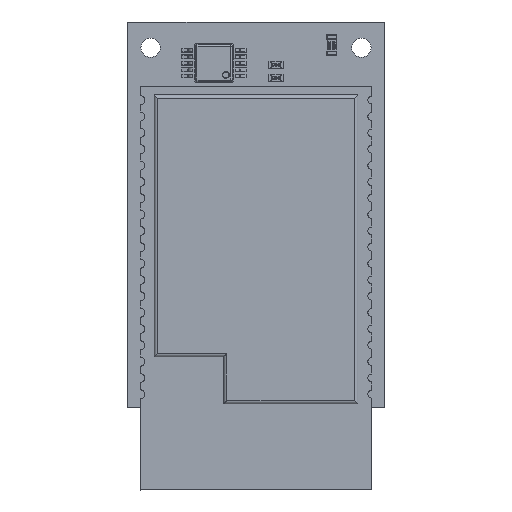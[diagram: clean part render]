
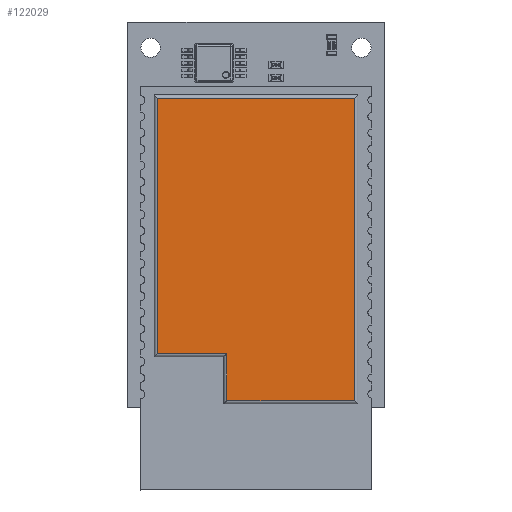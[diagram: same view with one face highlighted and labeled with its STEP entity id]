
A CAD part, top view. The second image highlights one B-rep face of the part: STEP entity #122029.
In plain terms, the highlighted planar face has unit normal (0, 0, 1).
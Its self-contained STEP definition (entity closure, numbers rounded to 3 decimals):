
#122029 = ADVANCED_FACE('',(#122030),#122080,.T.);
#122030 = FACE_BOUND('',#122031,.F.);
#122031 = EDGE_LOOP('',(#122032,#122042,#122050,#122058,#122066,#122074)
  );
#122032 = ORIENTED_EDGE('',*,*,#122033,.F.);
#122033 = EDGE_CURVE('',#122034,#122036,#122038,.T.);
#122034 = VERTEX_POINT('',#122035);
#122035 = CARTESIAN_POINT('',(7.725,0.57,3.3
    ));
#122036 = VERTEX_POINT('',#122037);
#122037 = CARTESIAN_POINT('',(17.675,0.57,
    3.3));
#122038 = LINE('',#122039,#122040);
#122039 = CARTESIAN_POINT('',(7.725,0.57,3.3
    ));
#122040 = VECTOR('',#122041,1.);
#122041 = DIRECTION('',(1.,0.,0.));
#122042 = ORIENTED_EDGE('',*,*,#122043,.F.);
#122043 = EDGE_CURVE('',#122044,#122034,#122046,.T.);
#122044 = VERTEX_POINT('',#122045);
#122045 = CARTESIAN_POINT('',(7.725,4.22,
    3.3));
#122046 = LINE('',#122047,#122048);
#122047 = CARTESIAN_POINT('',(7.725,4.22,
    3.3));
#122048 = VECTOR('',#122049,1.);
#122049 = DIRECTION('',(0.,-1.,0.));
#122050 = ORIENTED_EDGE('',*,*,#122051,.F.);
#122051 = EDGE_CURVE('',#122052,#122044,#122054,.T.);
#122052 = VERTEX_POINT('',#122053);
#122053 = CARTESIAN_POINT('',(2.325,4.22,
    3.3));
#122054 = LINE('',#122055,#122056);
#122055 = CARTESIAN_POINT('',(2.325,4.22,
    3.3));
#122056 = VECTOR('',#122057,1.);
#122057 = DIRECTION('',(1.,0.,0.));
#122058 = ORIENTED_EDGE('',*,*,#122059,.F.);
#122059 = EDGE_CURVE('',#122060,#122052,#122062,.T.);
#122060 = VERTEX_POINT('',#122061);
#122061 = CARTESIAN_POINT('',(2.325,24.07,
    3.3));
#122062 = LINE('',#122063,#122064);
#122063 = CARTESIAN_POINT('',(2.325,24.07,
    3.3));
#122064 = VECTOR('',#122065,1.);
#122065 = DIRECTION('',(0.,-1.,0.));
#122066 = ORIENTED_EDGE('',*,*,#122067,.F.);
#122067 = EDGE_CURVE('',#122068,#122060,#122070,.T.);
#122068 = VERTEX_POINT('',#122069);
#122069 = CARTESIAN_POINT('',(17.675,24.07,
    3.3));
#122070 = LINE('',#122071,#122072);
#122071 = CARTESIAN_POINT('',(17.675,24.07,
    3.3));
#122072 = VECTOR('',#122073,1.);
#122073 = DIRECTION('',(-1.,0.,0.));
#122074 = ORIENTED_EDGE('',*,*,#122075,.F.);
#122075 = EDGE_CURVE('',#122036,#122068,#122076,.T.);
#122076 = LINE('',#122077,#122078);
#122077 = CARTESIAN_POINT('',(17.675,0.57,
    3.3));
#122078 = VECTOR('',#122079,1.);
#122079 = DIRECTION('',(0.,1.,0.));
#122080 = PLANE('',#122081);
#122081 = AXIS2_PLACEMENT_3D('',#122082,#122083,#122084);
#122082 = CARTESIAN_POINT('',(1.,25.02,3.3));
#122083 = DIRECTION('',(0.,0.,1.));
#122084 = DIRECTION('',(0.,-1.,0.));
